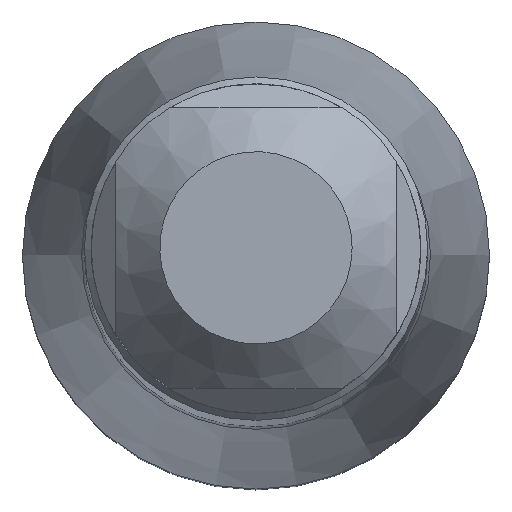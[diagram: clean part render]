
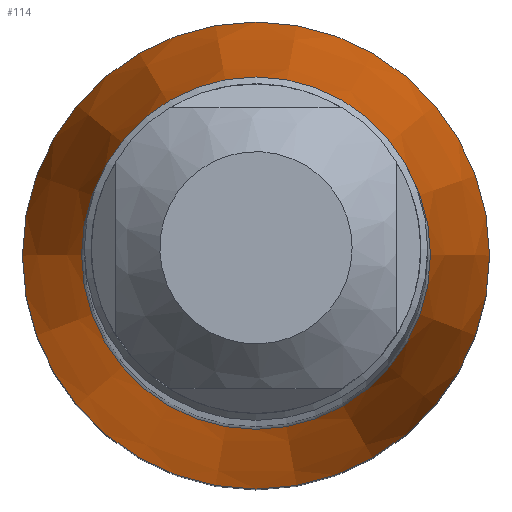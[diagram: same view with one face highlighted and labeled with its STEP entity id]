
A CAD part, top view. The second image highlights one B-rep face of the part: STEP entity #114.
In plain terms, the highlighted conical face has half-angle 8 degrees and reference radius 3.049 mm.
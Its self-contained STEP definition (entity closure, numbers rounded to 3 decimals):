
#114=ADVANCED_FACE('',(#134,#135),#121,.T.);
#121=CONICAL_SURFACE('',#393,3.049,8.);
#134=FACE_BOUND('',#163,.T.);
#135=FACE_BOUND('',#164,.T.);
#163=EDGE_LOOP('',(#231));
#164=EDGE_LOOP('',(#232));
#231=ORIENTED_EDGE('',*,*,#295,.F.);
#232=ORIENTED_EDGE('',*,*,#296,.T.);
#261=VERTEX_POINT('',#614);
#262=VERTEX_POINT('',#617);
#295=EDGE_CURVE('',#261,#261,#309,.T.);
#296=EDGE_CURVE('',#262,#262,#310,.T.);
#309=CIRCLE('',#390,3.049);
#310=CIRCLE('',#392,4.08);
#390=AXIS2_PLACEMENT_3D('',#613,#477,#478);
#392=AXIS2_PLACEMENT_3D('',#616,#481,#482);
#393=AXIS2_PLACEMENT_3D('',#618,#483,#484);
#477=DIRECTION('',(0.,0.,1.));
#478=DIRECTION('',(1.,0.,0.));
#481=DIRECTION('',(0.,0.,1.));
#482=DIRECTION('',(-1.,0.,0.));
#483=DIRECTION('',(0.,0.,-1.));
#484=DIRECTION('',(-1.,0.,0.));
#613=CARTESIAN_POINT('',(0.,0.,-70.));
#614=CARTESIAN_POINT('',(3.049,0.,-70.));
#616=CARTESIAN_POINT('',(0.,0.,-77.34));
#617=CARTESIAN_POINT('',(-4.08,0.,-77.34));
#618=CARTESIAN_POINT('',(0.,0.,-70.));
